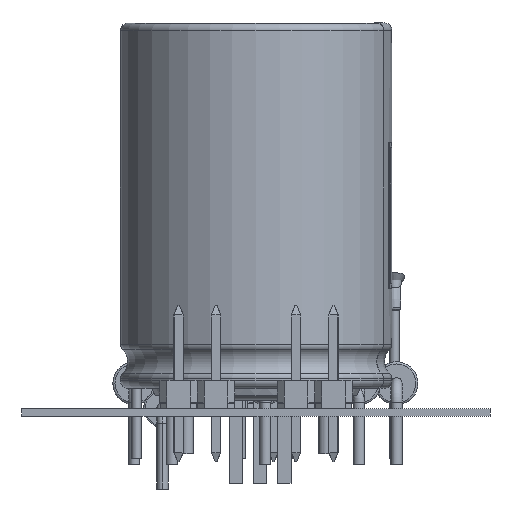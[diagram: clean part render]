
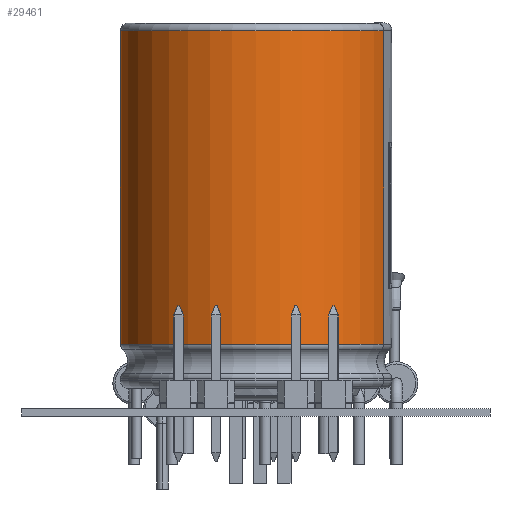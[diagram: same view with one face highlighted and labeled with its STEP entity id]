
A CAD part, front view. The second image highlights one B-rep face of the part: STEP entity #29461.
In plain terms, the highlighted cylindrical face has radius 7.25 mm (diameter 14.5 mm), a partial arc.
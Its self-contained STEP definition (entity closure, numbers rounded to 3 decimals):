
#29009 = VERTEX_POINT('',#29010);
#29010 = CARTESIAN_POINT('',(2.48,6.813,19.6));
#29017 = EDGE_CURVE('',#29009,#29018,#29020,.T.);
#29018 = VERTEX_POINT('',#29019);
#29019 = CARTESIAN_POINT('',(2.48,6.813,2.84
    ));
#29020 = LINE('',#29021,#29022);
#29021 = CARTESIAN_POINT('',(2.48,6.813,19.6));
#29022 = VECTOR('',#29023,1.);
#29023 = DIRECTION('',(0.,0.,-1.));
#29163 = VERTEX_POINT('',#29164);
#29164 = CARTESIAN_POINT('',(-2.48,6.813,
    2.84));
#29171 = EDGE_CURVE('',#29172,#29163,#29174,.T.);
#29172 = VERTEX_POINT('',#29173);
#29173 = CARTESIAN_POINT('',(-2.48,6.813,19.6));
#29174 = LINE('',#29175,#29176);
#29175 = CARTESIAN_POINT('',(-2.48,6.813,19.6));
#29176 = VECTOR('',#29177,1.);
#29177 = DIRECTION('',(0.,0.,-1.));
#29448 = EDGE_CURVE('',#29009,#29172,#29449,.T.);
#29449 = CIRCLE('',#29450,7.25);
#29450 = AXIS2_PLACEMENT_3D('',#29451,#29452,#29453);
#29451 = CARTESIAN_POINT('',(0.,0.,19.6));
#29452 = DIRECTION('',(0.,0.,-1.));
#29453 = DIRECTION('',(0.342,0.94,0.
    ));
#29461 = ADVANCED_FACE('',(#29462),#29474,.T.);
#29462 = FACE_BOUND('',#29463,.T.);
#29463 = EDGE_LOOP('',(#29464,#29465,#29472,#29473));
#29464 = ORIENTED_EDGE('',*,*,#29171,.T.);
#29465 = ORIENTED_EDGE('',*,*,#29466,.F.);
#29466 = EDGE_CURVE('',#29018,#29163,#29467,.T.);
#29467 = CIRCLE('',#29468,7.25);
#29468 = AXIS2_PLACEMENT_3D('',#29469,#29470,#29471);
#29469 = CARTESIAN_POINT('',(0.,0.,2.84)
  );
#29470 = DIRECTION('',(0.,0.,-1.));
#29471 = DIRECTION('',(0.342,0.94,
    0.));
#29472 = ORIENTED_EDGE('',*,*,#29017,.F.);
#29473 = ORIENTED_EDGE('',*,*,#29448,.T.);
#29474 = CYLINDRICAL_SURFACE('',#29475,7.25);
#29475 = AXIS2_PLACEMENT_3D('',#29476,#29477,#29478);
#29476 = CARTESIAN_POINT('',(0.,0.,19.6));
#29477 = DIRECTION('',(0.,0.,-1.));
#29478 = DIRECTION('',(0.342,0.94,0.
    ));
